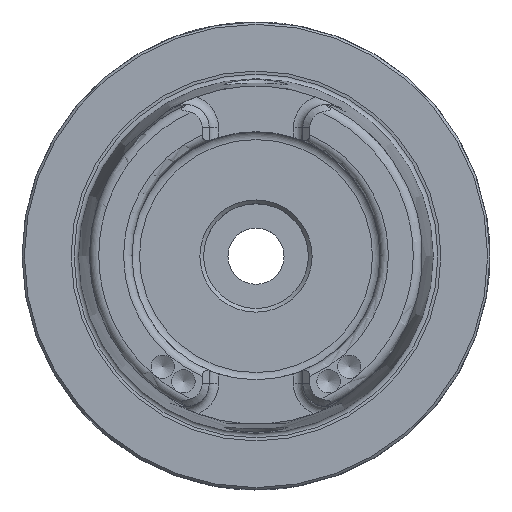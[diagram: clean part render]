
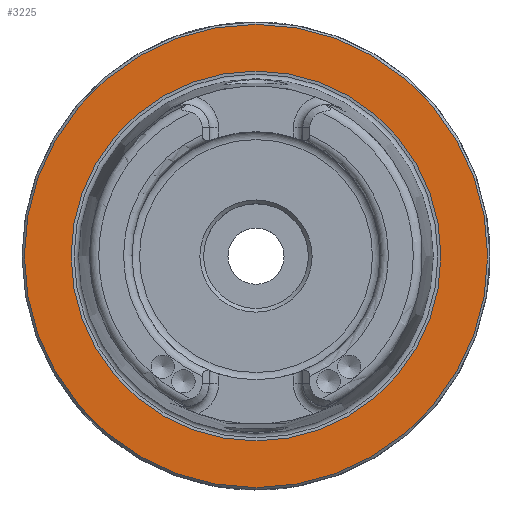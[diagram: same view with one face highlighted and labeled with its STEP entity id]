
A CAD part, top view. The second image highlights one B-rep face of the part: STEP entity #3225.
In plain terms, the highlighted planar face has unit normal (0, 0, 1).
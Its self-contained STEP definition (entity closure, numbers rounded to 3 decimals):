
#276=PLANE('',#3451);
#669=ORIENTED_EDGE('',*,*,#1100,.T.);
#670=ORIENTED_EDGE('',*,*,#1103,.F.);
#1100=EDGE_CURVE('',#1353,#1353,#1527,.T.);
#1103=EDGE_CURVE('',#1356,#1356,#1530,.T.);
#1353=VERTEX_POINT('',#4731);
#1356=VERTEX_POINT('',#4740);
#1527=CIRCLE('',#3446,49.5);
#1530=CIRCLE('',#3452,39.511);
#1711=EDGE_LOOP('',(#669));
#1712=EDGE_LOOP('',(#670));
#1939=FACE_BOUND('',#1711,.T.);
#1940=FACE_BOUND('',#1712,.T.);
#3225=ADVANCED_FACE('',(#1939,#1940),#276,.T.);
#3446=AXIS2_PLACEMENT_3D('',#4730,#3925,#3926);
#3451=AXIS2_PLACEMENT_3D('',#4738,#3935,#3936);
#3452=AXIS2_PLACEMENT_3D('',#4739,#3937,#3938);
#3925=DIRECTION('',(0.,0.,1.));
#3926=DIRECTION('',(1.,0.,0.));
#3935=DIRECTION('',(0.,0.,1.));
#3936=DIRECTION('',(1.,0.,0.));
#3937=DIRECTION('',(0.,0.,1.));
#3938=DIRECTION('',(1.,0.,0.));
#4730=CARTESIAN_POINT('',(0.,0.,0.));
#4731=CARTESIAN_POINT('',(49.5,0.,0.));
#4738=CARTESIAN_POINT('',(49.5,0.,0.));
#4739=CARTESIAN_POINT('',(0.,0.,0.));
#4740=CARTESIAN_POINT('',(39.511,0.,0.));
